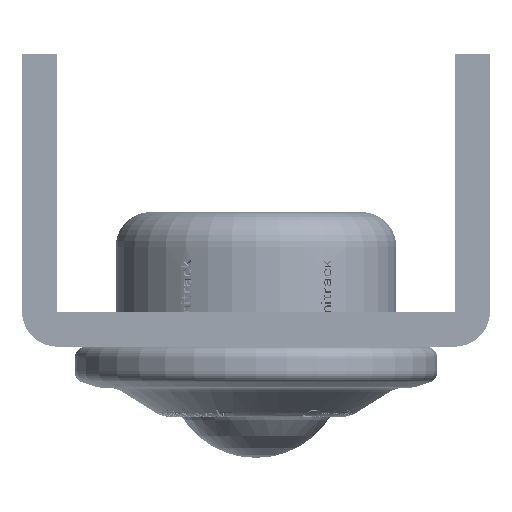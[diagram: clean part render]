
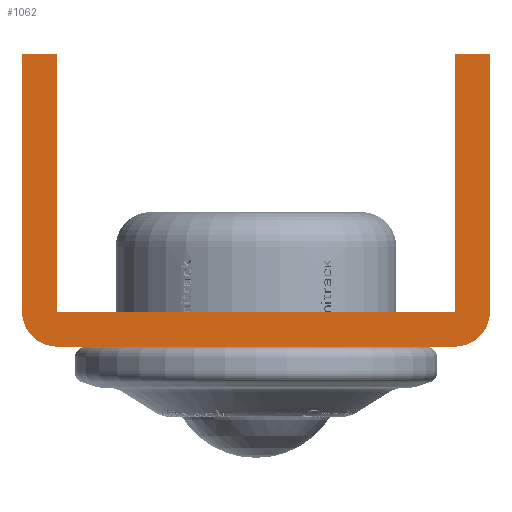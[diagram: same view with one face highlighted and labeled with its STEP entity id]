
A CAD part, front view. The second image highlights one B-rep face of the part: STEP entity #1062.
In plain terms, the highlighted planar face has unit normal (0, -1, 0).
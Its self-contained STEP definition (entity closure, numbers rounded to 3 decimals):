
#43=CARTESIAN_POINT('',(17.,-600.,-22.));
#44=DIRECTION('',(0.,-1.,0.));
#45=DIRECTION('',(0.,0.,-1.));
#46=AXIS2_PLACEMENT_3D('',#43,#44,#45);
#48=DIRECTION('',(-1.,0.,0.));
#49=VECTOR('',#48,34.);
#50=CARTESIAN_POINT('',(17.,-600.,-25.));
#51=LINE('',#50,#49);
#52=CARTESIAN_POINT('',(-17.,-600.,-22.));
#53=DIRECTION('',(0.,-1.,0.));
#54=DIRECTION('',(-1.,0.,0.));
#55=AXIS2_PLACEMENT_3D('',#52,#53,#54);
#57=DIRECTION('',(0.,0.,1.));
#58=VECTOR('',#57,22.);
#59=CARTESIAN_POINT('',(-20.,-600.,-22.));
#60=LINE('',#59,#58);
#61=DIRECTION('',(1.,0.,0.));
#62=VECTOR('',#61,3.);
#63=CARTESIAN_POINT('',(-20.,-600.,0.));
#64=LINE('',#63,#62);
#65=DIRECTION('',(0.,0.,-1.));
#66=VECTOR('',#65,22.);
#67=CARTESIAN_POINT('',(-17.,-600.,0.));
#68=LINE('',#67,#66);
#69=DIRECTION('',(1.,0.,0.));
#70=VECTOR('',#69,34.);
#71=CARTESIAN_POINT('',(-17.,-600.,-22.));
#72=LINE('',#71,#70);
#73=DIRECTION('',(0.,0.,1.));
#74=VECTOR('',#73,22.);
#75=CARTESIAN_POINT('',(17.,-600.,-22.));
#76=LINE('',#75,#74);
#77=DIRECTION('',(1.,0.,0.));
#78=VECTOR('',#77,3.);
#79=CARTESIAN_POINT('',(17.,-600.,0.));
#80=LINE('',#79,#78);
#81=DIRECTION('',(0.,0.,-1.));
#82=VECTOR('',#81,22.);
#83=CARTESIAN_POINT('',(20.,-600.,0.));
#84=LINE('',#83,#82);
#781=CARTESIAN_POINT('',(-20.,-600.,0.));
#782=CARTESIAN_POINT('',(-17.,-600.,0.));
#783=VERTEX_POINT('',#781);
#784=VERTEX_POINT('',#782);
#785=CARTESIAN_POINT('',(-17.,-600.,-22.));
#786=VERTEX_POINT('',#785);
#787=CARTESIAN_POINT('',(17.,-600.,-22.));
#788=VERTEX_POINT('',#787);
#789=CARTESIAN_POINT('',(17.,-600.,0.));
#790=VERTEX_POINT('',#789);
#791=CARTESIAN_POINT('',(20.,-600.,0.));
#792=VERTEX_POINT('',#791);
#977=CARTESIAN_POINT('',(-20.,-600.,-22.));
#978=CARTESIAN_POINT('',(-17.,-600.,-25.));
#979=VERTEX_POINT('',#977);
#980=VERTEX_POINT('',#978);
#985=CARTESIAN_POINT('',(17.,-600.,-25.));
#986=CARTESIAN_POINT('',(20.,-600.,-22.));
#987=VERTEX_POINT('',#985);
#988=VERTEX_POINT('',#986);
#1036=CARTESIAN_POINT('',(0.,-600.,0.));
#1037=DIRECTION('',(0.,1.,0.));
#1038=DIRECTION('',(1.,0.,0.));
#1039=AXIS2_PLACEMENT_3D('',#1036,#1037,#1038);
#1040=PLANE('',#1039);
#1041=ORIENTED_EDGE('',*,*,#1026,.F.);
#1043=ORIENTED_EDGE('',*,*,#1042,.T.);
#1045=ORIENTED_EDGE('',*,*,#1044,.F.);
#1047=ORIENTED_EDGE('',*,*,#1046,.T.);
#1049=ORIENTED_EDGE('',*,*,#1048,.T.);
#1051=ORIENTED_EDGE('',*,*,#1050,.T.);
#1053=ORIENTED_EDGE('',*,*,#1052,.T.);
#1055=ORIENTED_EDGE('',*,*,#1054,.T.);
#1057=ORIENTED_EDGE('',*,*,#1056,.T.);
#1059=ORIENTED_EDGE('',*,*,#1058,.T.);
#1060=EDGE_LOOP('',(#1041,#1043,#1045,#1047,#1049,#1051,#1053,#1055,#1057,
#1059));
#1061=FACE_OUTER_BOUND('',#1060,.F.);
#1062=ADVANCED_FACE('',(#1061),#1040,.F.);
#47=CIRCLE('',#46,3.);
#56=CIRCLE('',#55,3.);
#1026=EDGE_CURVE('',#987,#988,#47,.T.);
#1042=EDGE_CURVE('',#987,#980,#51,.T.);
#1044=EDGE_CURVE('',#979,#980,#56,.T.);
#1046=EDGE_CURVE('',#979,#783,#60,.T.);
#1048=EDGE_CURVE('',#783,#784,#64,.T.);
#1050=EDGE_CURVE('',#784,#786,#68,.T.);
#1052=EDGE_CURVE('',#786,#788,#72,.T.);
#1054=EDGE_CURVE('',#788,#790,#76,.T.);
#1056=EDGE_CURVE('',#790,#792,#80,.T.);
#1058=EDGE_CURVE('',#792,#988,#84,.T.);
